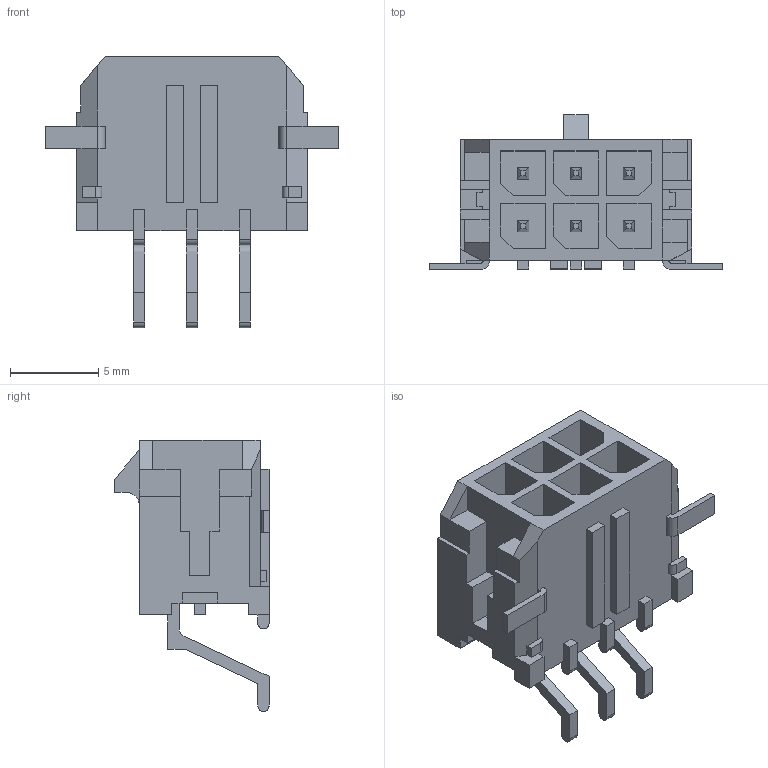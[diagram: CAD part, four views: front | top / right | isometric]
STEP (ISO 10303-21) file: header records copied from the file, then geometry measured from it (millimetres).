
FILE_DESCRIPTION( ( 'STEP AP214' ), '1' );
FILE_NAME( 'psolqas_22432_24.stp', '2020-07-09T08:02:40', ( 'License CC BY-ND 4.0' ), ( 'CADENAS' ), ' ', 'PARTsolutions', ' ' );
FILE_SCHEMA( ( 'AUTOMOTIVE_DESIGN { 1 0 10303 214 1 1 1 1 }' ) );
Length unit declared in the file: metre
Products named in the file (1): 1
Bounding box: 16.65 x 8.77 x 15.4 mm (x, y, z)
Volume: 557.7 mm3; surface area: 1230.7 mm2
Topology: 1 solids, 4 shells, 343 faces, 890 edges, 572 vertices
Faces by surface type: plane 327, cylinder 16
Entity records: 10213 total; most frequent: CARTESIAN_POINT 1806, ORIENTED_EDGE 1780, DIRECTION 1610, EDGE_CURVE 890, LINE 858, VECTOR 858, VERTEX_POINT 572, AXIS2_PLACEMENT_3D 376
